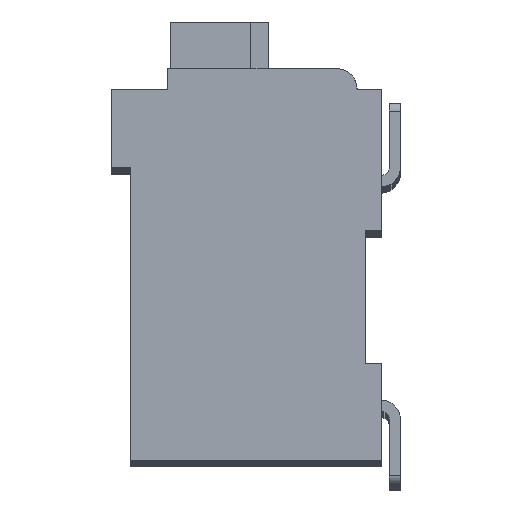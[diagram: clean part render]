
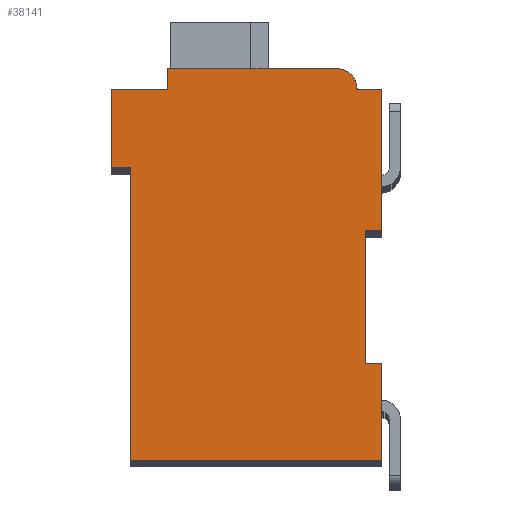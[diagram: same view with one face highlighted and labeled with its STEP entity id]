
A CAD part, top view. The second image highlights one B-rep face of the part: STEP entity #38141.
In plain terms, the highlighted planar face has unit normal (0, 0, 1).
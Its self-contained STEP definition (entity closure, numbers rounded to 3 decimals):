
#11782=DIRECTION('',(1.,0.,0.));
#11783=VECTOR('',#11782,0.5);
#11784=CARTESIAN_POINT('',(7.3,7.15,2.1));
#11785=LINE('',#11784,#11783);
#11786=DIRECTION('',(0.,1.,0.));
#11787=VECTOR('',#11786,4.15);
#11788=CARTESIAN_POINT('',(7.3,3.,2.1));
#11789=LINE('',#11788,#11787);
#11790=DIRECTION('',(-1.,0.,0.));
#11791=VECTOR('',#11790,0.5);
#11792=CARTESIAN_POINT('',(7.8,3.,2.1));
#11793=LINE('',#11792,#11791);
#11794=DIRECTION('',(0.,1.,0.));
#11795=VECTOR('',#11794,3.);
#11796=CARTESIAN_POINT('',(7.8,0.,2.1));
#11797=LINE('',#11796,#11795);
#11798=DIRECTION('',(1.,0.,0.));
#11799=VECTOR('',#11798,7.8);
#11800=CARTESIAN_POINT('',(0.,0.,2.1));
#11801=LINE('',#11800,#11799);
#11802=DIRECTION('',(0.,-1.,0.));
#11803=VECTOR('',#11802,9.1);
#11804=CARTESIAN_POINT('',(0.,9.1,2.1));
#11805=LINE('',#11804,#11803);
#11806=DIRECTION('',(1.,0.,0.));
#11807=VECTOR('',#11806,0.6);
#11808=CARTESIAN_POINT('',(-0.6,9.1,2.1));
#11809=LINE('',#11808,#11807);
#11810=DIRECTION('',(0.,-1.,0.));
#11811=VECTOR('',#11810,2.45);
#11812=CARTESIAN_POINT('',(-0.6,11.55,2.1));
#11813=LINE('',#11812,#11811);
#11814=DIRECTION('',(-1.,0.,0.));
#11815=VECTOR('',#11814,1.75);
#11816=CARTESIAN_POINT('',(1.15,11.55,2.1));
#11817=LINE('',#11816,#11815);
#11818=DIRECTION('',(0.,-1.,0.));
#11819=VECTOR('',#11818,0.65);
#11820=CARTESIAN_POINT('',(1.15,12.2,2.1));
#11821=LINE('',#11820,#11819);
#11822=DIRECTION('',(-1.,0.,0.));
#11823=VECTOR('',#11822,5.25);
#11824=CARTESIAN_POINT('',(6.4,12.2,2.1));
#11825=LINE('',#11824,#11823);
#11826=CARTESIAN_POINT('',(6.4,11.55,2.1));
#11827=DIRECTION('',(0.,0.,1.));
#11828=DIRECTION('',(1.,0.,0.));
#11829=AXIS2_PLACEMENT_3D('',#11826,#11827,#11828);
#11831=DIRECTION('',(-1.,0.,0.));
#11832=VECTOR('',#11831,0.75);
#11833=CARTESIAN_POINT('',(7.8,11.55,2.1));
#11834=LINE('',#11833,#11832);
#11835=DIRECTION('',(0.,1.,0.));
#11836=VECTOR('',#11835,4.4);
#11837=CARTESIAN_POINT('',(7.8,7.15,2.1));
#11838=LINE('',#11837,#11836);
#19161=CARTESIAN_POINT('',(7.3,7.15,2.1));
#19162=CARTESIAN_POINT('',(7.8,7.15,2.1));
#19163=VERTEX_POINT('',#19161);
#19164=VERTEX_POINT('',#19162);
#19165=CARTESIAN_POINT('',(7.8,11.55,2.1));
#19166=VERTEX_POINT('',#19165);
#19167=CARTESIAN_POINT('',(7.05,11.55,2.1));
#19168=VERTEX_POINT('',#19167);
#19169=CARTESIAN_POINT('',(6.4,12.2,2.1));
#19170=VERTEX_POINT('',#19169);
#19171=CARTESIAN_POINT('',(1.15,12.2,2.1));
#19172=VERTEX_POINT('',#19171);
#19173=CARTESIAN_POINT('',(1.15,11.55,2.1));
#19174=VERTEX_POINT('',#19173);
#19175=CARTESIAN_POINT('',(-0.6,11.55,2.1));
#19176=VERTEX_POINT('',#19175);
#19177=CARTESIAN_POINT('',(-0.6,9.1,2.1));
#19178=VERTEX_POINT('',#19177);
#19179=CARTESIAN_POINT('',(0.,9.1,2.1));
#19180=VERTEX_POINT('',#19179);
#19181=CARTESIAN_POINT('',(0.,0.,2.1));
#19182=VERTEX_POINT('',#19181);
#19183=CARTESIAN_POINT('',(7.8,0.,2.1));
#19184=VERTEX_POINT('',#19183);
#19185=CARTESIAN_POINT('',(7.8,3.,2.1));
#19186=VERTEX_POINT('',#19185);
#19187=CARTESIAN_POINT('',(7.3,3.,2.1));
#19188=VERTEX_POINT('',#19187);
#38120=CARTESIAN_POINT('',(0.,0.,2.1));
#38121=DIRECTION('',(0.,0.,1.));
#38122=DIRECTION('',(1.,0.,0.));
#38123=AXIS2_PLACEMENT_3D('',#38120,#38121,#38122);
#38124=PLANE('',#38123);
#38125=ORIENTED_EDGE('',*,*,#25222,.F.);
#38126=ORIENTED_EDGE('',*,*,#26070,.F.);
#38127=ORIENTED_EDGE('',*,*,#32532,.F.);
#38128=ORIENTED_EDGE('',*,*,#33007,.F.);
#38129=ORIENTED_EDGE('',*,*,#33558,.F.);
#38130=ORIENTED_EDGE('',*,*,#34376,.F.);
#38131=ORIENTED_EDGE('',*,*,#34624,.F.);
#38132=ORIENTED_EDGE('',*,*,#35135,.F.);
#38133=ORIENTED_EDGE('',*,*,#35693,.F.);
#38134=ORIENTED_EDGE('',*,*,#36500,.F.);
#38135=ORIENTED_EDGE('',*,*,#37136,.F.);
#38136=ORIENTED_EDGE('',*,*,#35744,.F.);
#38137=ORIENTED_EDGE('',*,*,#36281,.F.);
#38138=ORIENTED_EDGE('',*,*,#25965,.F.);
#38139=EDGE_LOOP('',(#38125,#38126,#38127,#38128,#38129,#38130,#38131,#38132,
#38133,#38134,#38135,#38136,#38137,#38138));
#38140=FACE_OUTER_BOUND('',#38139,.F.);
#11830=CIRCLE('',#11829,0.65);
#25222=EDGE_CURVE('',#19163,#19164,#11785,.T.);
#25965=EDGE_CURVE('',#19164,#19166,#11838,.T.);
#26070=EDGE_CURVE('',#19188,#19163,#11789,.T.);
#32532=EDGE_CURVE('',#19186,#19188,#11793,.T.);
#33007=EDGE_CURVE('',#19184,#19186,#11797,.T.);
#33558=EDGE_CURVE('',#19182,#19184,#11801,.T.);
#34376=EDGE_CURVE('',#19180,#19182,#11805,.T.);
#34624=EDGE_CURVE('',#19178,#19180,#11809,.T.);
#35135=EDGE_CURVE('',#19176,#19178,#11813,.T.);
#35693=EDGE_CURVE('',#19174,#19176,#11817,.T.);
#35744=EDGE_CURVE('',#19168,#19170,#11830,.T.);
#36281=EDGE_CURVE('',#19166,#19168,#11834,.T.);
#36500=EDGE_CURVE('',#19172,#19174,#11821,.T.);
#37136=EDGE_CURVE('',#19170,#19172,#11825,.T.);
#38141=ADVANCED_FACE('',(#38140),#38124,.T.);
